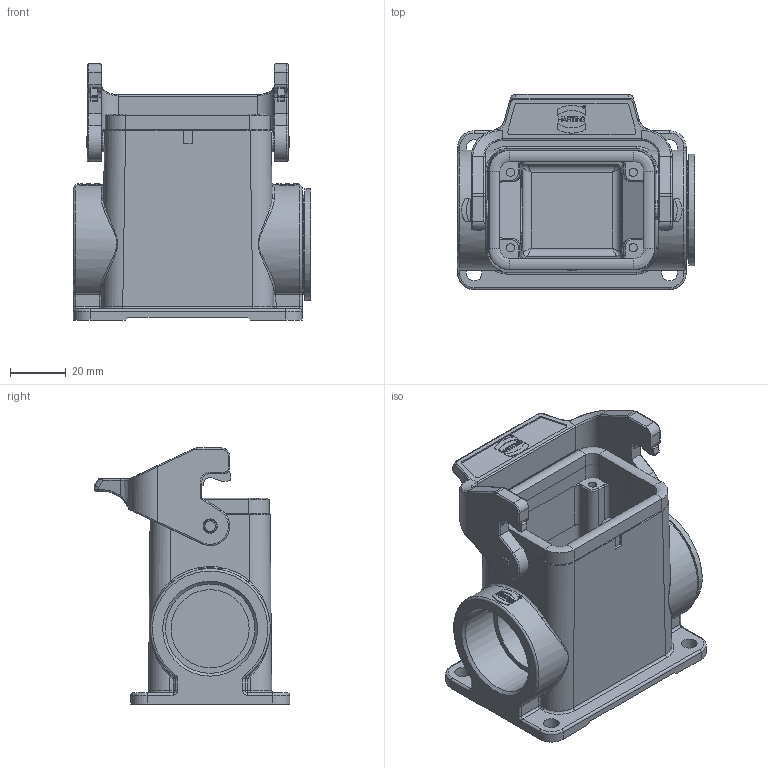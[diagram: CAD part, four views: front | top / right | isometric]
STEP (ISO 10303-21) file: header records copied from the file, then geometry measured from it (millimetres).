
FILE_DESCRIPTION((''),'2;1');
FILE_NAME('05300060270.stp','2020-07-07T16:03:46',('e.eickhoff'),(''),'Autodesk Inventor 2012','Autodesk Inventor 2012','');
FILE_SCHEMA(('AUTOMOTIVE_DESIGN { 1 0 10303 214 1 1 1 1 }'));
Length unit declared in the file: millimetre
Products named in the file (3): 05300060270; KBRM32
Assembly tree (2 placements, depth 2):
  05300060270
    05300060270
    KBRM32
Bounding box: 85 x 70 x 91.8 mm (x, y, z)
Volume: 115407.3 mm3; surface area: 51327.7 mm2
Topology: 3 solids, 3 shells, 871 faces, 2846 edges, 2668 vertices
Faces by surface type: plane 470, cylinder 254, bspline 64, torus 53, cone 16, sphere 14
Full cylindrical faces by diameter (mm): 0.88 x2, 0.95 x1, 1.04 x2, 1.05 x1, 2.95 x2, 3 x4, 4 x2, 4.8 x2, 5.1 x2, 5.6 x4, 7 x2, 28 x2, 32 x2, 32.5 x1, 35.5 x1, 40 x1
Entity records: 36322 total; most frequent: CARTESIAN_POINT 11065, DIRECTION 4881, ORIENTED_EDGE 4278, EDGE_CURVE 2139, AXIS2_PLACEMENT_3D 1739, VECTOR 1403, LINE 1403, VERTEX_POINT 1388
